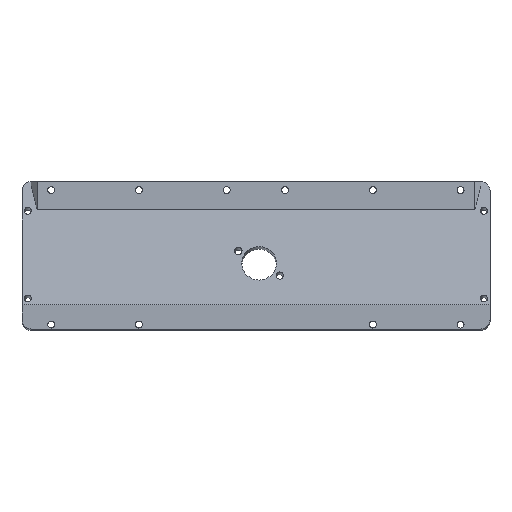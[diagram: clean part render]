
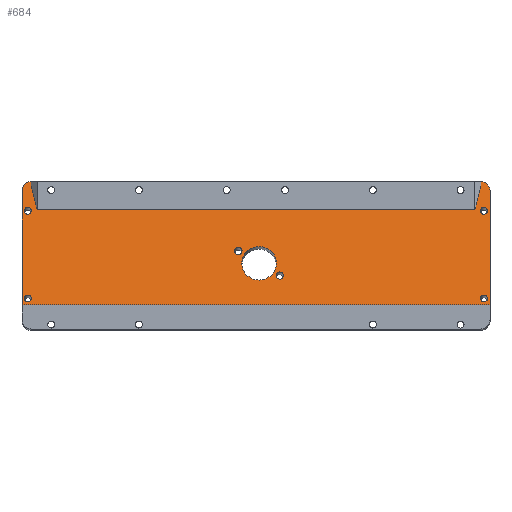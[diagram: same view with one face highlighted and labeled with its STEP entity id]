
A CAD part, top view. The second image highlights one B-rep face of the part: STEP entity #684.
In plain terms, the highlighted planar face has unit normal (0, 0.233, 0.972).
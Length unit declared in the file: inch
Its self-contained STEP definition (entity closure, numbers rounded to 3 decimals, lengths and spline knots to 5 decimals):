
#33=FACE_BOUND('',#162,.T.);
#34=FACE_BOUND('',#163,.T.);
#35=FACE_BOUND('',#164,.T.);
#36=FACE_BOUND('',#165,.T.);
#37=FACE_BOUND('',#166,.T.);
#38=FACE_BOUND('',#167,.T.);
#39=FACE_BOUND('',#168,.T.);
#64=PLANE('',#748);
#83=ELLIPSE('',#749,0.16195,0.15748);
#84=ELLIPSE('',#750,0.16195,0.15748);
#85=ELLIPSE('',#751,0.06073,0.05906);
#86=ELLIPSE('',#752,0.06073,0.05906);
#87=ELLIPSE('',#753,0.06073,0.05906);
#88=ELLIPSE('',#754,0.06073,0.05906);
#117=FACE_OUTER_BOUND('',#161,.T.);
#161=EDGE_LOOP('',(#564,#565,#566,#567,#568,#569,#570,#571,#572,#573));
#162=EDGE_LOOP('',(#574));
#163=EDGE_LOOP('',(#575));
#164=EDGE_LOOP('',(#576));
#165=EDGE_LOOP('',(#577));
#166=EDGE_LOOP('',(#578));
#167=EDGE_LOOP('',(#579));
#168=EDGE_LOOP('',(#580));
#211=LINE('',#1037,#261);
#217=LINE('',#1048,#267);
#223=LINE('',#1060,#273);
#224=LINE('',#1062,#274);
#228=LINE('',#1075,#278);
#231=LINE('',#1089,#281);
#234=LINE('',#1096,#284);
#235=LINE('',#1098,#285);
#261=VECTOR('',#862,0.3937);
#267=VECTOR('',#870,0.3937);
#273=VECTOR('',#880,0.3937);
#274=VECTOR('',#883,0.3937);
#278=VECTOR('',#893,0.3937);
#281=VECTOR('',#900,0.3937);
#284=VECTOR('',#907,0.3937);
#285=VECTOR('',#910,0.3937);
#298=CIRCLE('',#700,0.06299);
#300=CIRCLE('',#703,0.29528);
#302=CIRCLE('',#706,0.06299);
#314=VERTEX_POINT('',#957);
#316=VERTEX_POINT('',#963);
#318=VERTEX_POINT('',#969);
#340=VERTEX_POINT('',#1035);
#341=VERTEX_POINT('',#1036);
#345=VERTEX_POINT('',#1046);
#346=VERTEX_POINT('',#1050);
#347=VERTEX_POINT('',#1052);
#349=VERTEX_POINT('',#1058);
#351=VERTEX_POINT('',#1065);
#355=VERTEX_POINT('',#1073);
#358=VERTEX_POINT('',#1088);
#360=VERTEX_POINT('',#1095);
#361=VERTEX_POINT('',#1099);
#362=VERTEX_POINT('',#1101);
#363=VERTEX_POINT('',#1103);
#364=VERTEX_POINT('',#1105);
#374=EDGE_CURVE('',#314,#314,#298,.T.);
#377=EDGE_CURVE('',#316,#316,#300,.T.);
#380=EDGE_CURVE('',#318,#318,#302,.T.);
#413=EDGE_CURVE('',#340,#341,#211,.F.);
#419=EDGE_CURVE('',#340,#345,#217,.T.);
#425=EDGE_CURVE('',#349,#345,#223,.F.);
#426=EDGE_CURVE('',#349,#347,#224,.T.);
#432=EDGE_CURVE('',#351,#355,#228,.T.);
#436=EDGE_CURVE('',#358,#351,#231,.T.);
#439=EDGE_CURVE('',#347,#358,#83,.T.);
#440=EDGE_CURVE('',#355,#360,#234,.T.);
#441=EDGE_CURVE('',#360,#346,#84,.T.);
#442=EDGE_CURVE('',#346,#341,#235,.T.);
#443=EDGE_CURVE('',#361,#361,#85,.T.);
#444=EDGE_CURVE('',#362,#362,#86,.T.);
#445=EDGE_CURVE('',#363,#363,#87,.T.);
#446=EDGE_CURVE('',#364,#364,#88,.T.);
#564=ORIENTED_EDGE('',*,*,#419,.T.);
#565=ORIENTED_EDGE('',*,*,#425,.F.);
#566=ORIENTED_EDGE('',*,*,#426,.T.);
#567=ORIENTED_EDGE('',*,*,#439,.T.);
#568=ORIENTED_EDGE('',*,*,#436,.T.);
#569=ORIENTED_EDGE('',*,*,#432,.T.);
#570=ORIENTED_EDGE('',*,*,#440,.T.);
#571=ORIENTED_EDGE('',*,*,#441,.T.);
#572=ORIENTED_EDGE('',*,*,#442,.T.);
#573=ORIENTED_EDGE('',*,*,#413,.F.);
#574=ORIENTED_EDGE('',*,*,#374,.T.);
#575=ORIENTED_EDGE('',*,*,#377,.T.);
#576=ORIENTED_EDGE('',*,*,#380,.T.);
#577=ORIENTED_EDGE('',*,*,#443,.T.);
#578=ORIENTED_EDGE('',*,*,#444,.T.);
#579=ORIENTED_EDGE('',*,*,#445,.T.);
#580=ORIENTED_EDGE('',*,*,#446,.T.);
#684=ADVANCED_FACE('',(#117,#33,#34,#35,#36,#37,#38,#39),#64,.T.);
#700=AXIS2_PLACEMENT_3D('',#958,#771,#772);
#703=AXIS2_PLACEMENT_3D('',#964,#778,#779);
#706=AXIS2_PLACEMENT_3D('',#970,#785,#786);
#748=AXIS2_PLACEMENT_3D('',#1093,#903,#904);
#749=AXIS2_PLACEMENT_3D('',#1094,#905,#906);
#750=AXIS2_PLACEMENT_3D('',#1097,#908,#909);
#751=AXIS2_PLACEMENT_3D('',#1100,#911,#912);
#752=AXIS2_PLACEMENT_3D('',#1102,#913,#914);
#753=AXIS2_PLACEMENT_3D('',#1104,#915,#916);
#754=AXIS2_PLACEMENT_3D('',#1106,#917,#918);
#771=DIRECTION('center_axis',(0.,-0.233,-0.972));
#772=DIRECTION('ref_axis',(-1.,0.,0.));
#778=DIRECTION('center_axis',(0.,-0.233,-0.972));
#779=DIRECTION('ref_axis',(-1.,0.,0.));
#785=DIRECTION('center_axis',(0.,-0.233,-0.972));
#786=DIRECTION('ref_axis',(-1.,0.,0.));
#862=DIRECTION('',(-0.227,-0.947,0.227));
#870=DIRECTION('',(-1.,0.,0.));
#880=DIRECTION('',(-0.227,0.947,-0.227));
#883=DIRECTION('',(0.,0.972,-0.233));
#893=DIRECTION('',(1.,0.,0.));
#900=DIRECTION('',(0.,-0.972,0.233));
#903=DIRECTION('center_axis',(0.,0.233,0.972));
#904=DIRECTION('ref_axis',(0.,0.972,-0.233));
#905=DIRECTION('center_axis',(0.,0.233,0.972));
#906=DIRECTION('ref_axis',(0.,0.972,-0.233));
#907=DIRECTION('',(0.,0.972,-0.233));
#908=DIRECTION('center_axis',(0.,0.233,0.972));
#909=DIRECTION('ref_axis',(0.,0.972,-0.233));
#910=DIRECTION('',(0.,-0.972,0.233));
#911=DIRECTION('center_axis',(0.,-0.233,-0.972));
#912=DIRECTION('ref_axis',(0.,0.972,-0.233));
#913=DIRECTION('center_axis',(0.,-0.233,-0.972));
#914=DIRECTION('ref_axis',(0.,0.972,-0.233));
#915=DIRECTION('center_axis',(0.,-0.233,-0.972));
#916=DIRECTION('ref_axis',(0.,0.972,-0.233));
#917=DIRECTION('center_axis',(0.,-0.233,-0.972));
#918=DIRECTION('ref_axis',(0.,0.972,-0.233));
#957=CARTESIAN_POINT('',(3.76299,1.35946,1.37941));
#958=CARTESIAN_POINT('Origin',(3.7,1.35946,1.37941));
#963=CARTESIAN_POINT('',(4.34961,1.1489,1.42994));
#964=CARTESIAN_POINT('Origin',(4.05433,1.1489,1.42994));
#969=CARTESIAN_POINT('',(4.47165,0.93834,1.48048));
#970=CARTESIAN_POINT('Origin',(4.40866,0.93834,1.48048));
#1035=CARTESIAN_POINT('',(7.74585,2.06048,1.21116));
#1036=CARTESIAN_POINT('',(7.84585,2.47715,1.11116));
#1037=CARTESIAN_POINT('',(7.5259,1.14405,1.43111));
#1046=CARTESIAN_POINT('',(0.25748,2.06048,1.21116));
#1048=CARTESIAN_POINT('',(4.0804,2.06048,1.21116));
#1050=CARTESIAN_POINT('',(7.84585,2.54667,1.09448));
#1052=CARTESIAN_POINT('',(0.15748,2.54667,1.09448));
#1058=CARTESIAN_POINT('',(0.15748,2.47715,1.11116));
#1060=CARTESIAN_POINT('',(0.65795,0.39185,1.61163));
#1062=CARTESIAN_POINT('',(0.15748,1.29667,1.39448));
#1065=CARTESIAN_POINT('',(0.,0.44033,1.6));
#1073=CARTESIAN_POINT('',(8.00333,0.44033,1.6));
#1075=CARTESIAN_POINT('',(8.00333,0.44033,1.6));
#1088=CARTESIAN_POINT('',(0.,2.38919,1.13227));
#1089=CARTESIAN_POINT('',(0.,1.39879,1.36997));
#1093=CARTESIAN_POINT('Origin',(8.00333,0.04667,1.69448));
#1094=CARTESIAN_POINT('Origin',(0.15748,2.38919,1.13227));
#1095=CARTESIAN_POINT('',(8.00333,2.38919,1.13227));
#1096=CARTESIAN_POINT('',(8.00333,0.21687,1.65363));
#1097=CARTESIAN_POINT('Origin',(7.84585,2.38919,1.13227));
#1098=CARTESIAN_POINT('',(7.84585,1.05358,1.45282));
#1099=CARTESIAN_POINT('',(7.9,1.98762,1.22865));
#1100=CARTESIAN_POINT('Origin',(7.9,2.04667,1.21448));
#1101=CARTESIAN_POINT('',(0.1,1.98762,1.22865));
#1102=CARTESIAN_POINT('Origin',(0.1,2.04667,1.21448));
#1103=CARTESIAN_POINT('',(7.9,0.48762,1.58865));
#1104=CARTESIAN_POINT('Origin',(7.9,0.54667,1.57448));
#1105=CARTESIAN_POINT('',(0.1,0.48762,1.58865));
#1106=CARTESIAN_POINT('Origin',(0.1,0.54667,1.57448));
